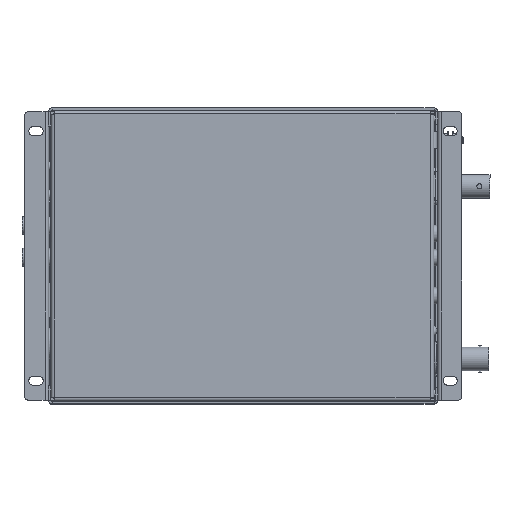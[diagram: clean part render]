
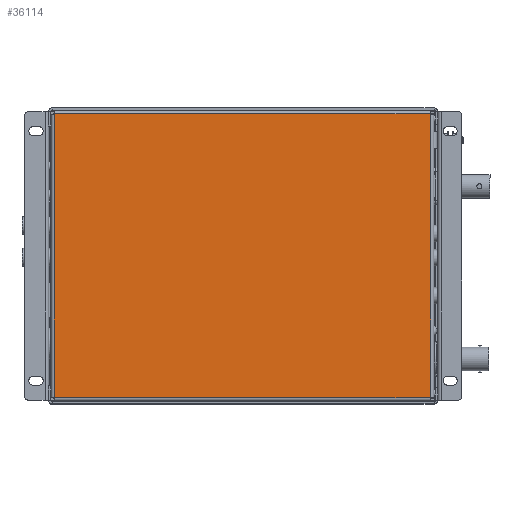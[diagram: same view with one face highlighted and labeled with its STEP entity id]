
A CAD part, top view. The second image highlights one B-rep face of the part: STEP entity #36114.
In plain terms, the highlighted face is planar.
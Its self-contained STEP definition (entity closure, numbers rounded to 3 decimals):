
#3715 = CARTESIAN_POINT ( 'NONE',  ( 75.488, 56.542, 0. ) ) ;
#3720 = CARTESIAN_POINT ( 'NONE',  ( 75.216, 56.542, 0. ) ) ;
#5239 = LINE ( 'NONE', #5302, #5301 ) ;
#5269 = CARTESIAN_POINT ( 'NONE',  ( 75.216, 56.642, 0. ) ) ;
#5270 = PLANE ( 'NONE',  #5273 ) ;
#5272 = LINE ( 'NONE', #5331, #5330 ) ;
#5273 = AXIS2_PLACEMENT_3D ( 'NONE', #5269, #5333, #5332 ) ;
#5274 = FACE_OUTER_BOUND ( 'NONE', #36115, .T. ) ;
#5294 = CARTESIAN_POINT ( 'NONE',  ( -75.216, -56.542, 0. ) ) ;
#5295 = DIRECTION ( 'NONE',  ( 0., -1., 0. ) ) ;
#5296 = VECTOR ( 'NONE', #5295, 1000. ) ;
#5297 = CARTESIAN_POINT ( 'NONE',  ( -75.216, -56.642, 0. ) ) ;
#5298 = LINE ( 'NONE', #5297, #5296 ) ;
#5299 = CARTESIAN_POINT ( 'NONE',  ( -75.216, -56.914, 0. ) ) ;
#5300 = DIRECTION ( 'NONE',  ( -1., 0., 0. ) ) ;
#5301 = VECTOR ( 'NONE', #5300, 1000. ) ;
#5302 = CARTESIAN_POINT ( 'NONE',  ( 75.216, -56.914, 0. ) ) ;
#5329 = DIRECTION ( 'NONE',  ( 1., 0., 0. ) ) ;
#5330 = VECTOR ( 'NONE', #5329, 1000. ) ;
#5331 = CARTESIAN_POINT ( 'NONE',  ( 75.216, 56.542, 0. ) ) ;
#5332 = DIRECTION ( 'NONE',  ( -1., 0., 0. ) ) ;
#5333 = DIRECTION ( 'NONE',  ( 0., 0., -1. ) ) ;
#5337 = DIRECTION ( 'NONE',  ( 0., 1., 0. ) ) ;
#5338 = VECTOR ( 'NONE', #5337, 1000. ) ;
#5339 = CARTESIAN_POINT ( 'NONE',  ( 75.216, 56.642, 0. ) ) ;
#5340 = LINE ( 'NONE', #5339, #5338 ) ;
#5367 = DIRECTION ( 'NONE',  ( 1., 0., 0. ) ) ;
#5368 = VECTOR ( 'NONE', #5367, 1000. ) ;
#5369 = CARTESIAN_POINT ( 'NONE',  ( 75.216, 56.542, 0. ) ) ;
#5370 = LINE ( 'NONE', #5369, #5368 ) ;
#5371 = CARTESIAN_POINT ( 'NONE',  ( -75.488, 56.542, 0. ) ) ;
#5372 = DIRECTION ( 'NONE',  ( 0., 1., 0. ) ) ;
#5373 = VECTOR ( 'NONE', #5372, 1000. ) ;
#5374 = CARTESIAN_POINT ( 'NONE',  ( -75.488, -56.642, 0. ) ) ;
#5375 = LINE ( 'NONE', #5374, #5373 ) ;
#5376 = CARTESIAN_POINT ( 'NONE',  ( -75.488, -56.542, 0. ) ) ;
#5377 = DIRECTION ( 'NONE',  ( -1., 0., 0. ) ) ;
#5378 = VECTOR ( 'NONE', #5377, 1000. ) ;
#5379 = CARTESIAN_POINT ( 'NONE',  ( 75.216, -56.542, 0. ) ) ;
#5385 = LINE ( 'NONE', #5379, #5378 ) ;
#5405 = CARTESIAN_POINT ( 'NONE',  ( 75.216, -56.914, 0. ) ) ;
#5407 = DIRECTION ( 'NONE',  ( 0., 1., 0. ) ) ;
#5408 = VECTOR ( 'NONE', #5407, 1000. ) ;
#5409 = CARTESIAN_POINT ( 'NONE',  ( 75.216, -56.642, 0. ) ) ;
#5410 = LINE ( 'NONE', #5409, #5408 ) ;
#5412 = CARTESIAN_POINT ( 'NONE',  ( 75.216, -56.542, 0. ) ) ;
#5413 = DIRECTION ( 'NONE',  ( -1., 0., 0. ) ) ;
#5414 = VECTOR ( 'NONE', #5413, 1000. ) ;
#5415 = CARTESIAN_POINT ( 'NONE',  ( 75.216, -56.542, 0. ) ) ;
#5416 = LINE ( 'NONE', #5415, #5414 ) ;
#5417 = CARTESIAN_POINT ( 'NONE',  ( 75.488, -56.542, 0. ) ) ;
#5418 = DIRECTION ( 'NONE',  ( 0., -1., 0. ) ) ;
#5419 = VECTOR ( 'NONE', #5418, 1000. ) ;
#5420 = CARTESIAN_POINT ( 'NONE',  ( 75.488, 56.642, 0. ) ) ;
#5421 = LINE ( 'NONE', #5420, #5419 ) ;
#5422 = CARTESIAN_POINT ( 'NONE',  ( 75.216, 56.914, 0. ) ) ;
#5423 = DIRECTION ( 'NONE',  ( 1., 0., 0. ) ) ;
#5424 = VECTOR ( 'NONE', #5423, 1000. ) ;
#5425 = CARTESIAN_POINT ( 'NONE',  ( -75.216, 56.914, 0. ) ) ;
#5426 = LINE ( 'NONE', #5425, #5424 ) ;
#5427 = CARTESIAN_POINT ( 'NONE',  ( -75.216, 56.914, 0. ) ) ;
#5428 = DIRECTION ( 'NONE',  ( 0., -1., 0. ) ) ;
#5429 = VECTOR ( 'NONE', #5428, 1000. ) ;
#5430 = CARTESIAN_POINT ( 'NONE',  ( -75.216, 56.642, 0. ) ) ;
#5431 = LINE ( 'NONE', #5430, #5429 ) ;
#5432 = CARTESIAN_POINT ( 'NONE',  ( -75.216, 56.542, 0. ) ) ;
#35396 = VERTEX_POINT ( 'NONE', #3720 ) ;
#35401 = VERTEX_POINT ( 'NONE', #3715 ) ;
#36098 = ORIENTED_EDGE ( 'NONE', *, *, #36099, .T. ) ;
#36099 = EDGE_CURVE ( 'NONE', #36183, #36100, #5239, .T. ) ;
#36100 = VERTEX_POINT ( 'NONE', #5299 ) ;
#36101 = ORIENTED_EDGE ( 'NONE', *, *, #36102, .F. ) ;
#36102 = EDGE_CURVE ( 'NONE', #36103, #36100, #5298, .T. ) ;
#36103 = VERTEX_POINT ( 'NONE', #5294 ) ;
#36114 = ADVANCED_FACE ( 'NONE', ( #5274 ), #5270, .T. ) ;
#36115 = EDGE_LOOP ( 'NONE', ( #36116, #36175, #36178, #36181, #36098, #36101, #36160, #36163, #36166, #36169, #36172, #36148 ) ) ;
#36116 = ORIENTED_EDGE ( 'NONE', *, *, #36117, .T. ) ;
#36117 = EDGE_CURVE ( 'NONE', #35396, #35401, #5272, .T. ) ;
#36148 = ORIENTED_EDGE ( 'NONE', *, *, #36149, .F. ) ;
#36149 = EDGE_CURVE ( 'NONE', #35396, #36174, #5340, .T. ) ;
#36160 = ORIENTED_EDGE ( 'NONE', *, *, #36161, .T. ) ;
#36161 = EDGE_CURVE ( 'NONE', #36103, #36162, #5385, .T. ) ;
#36162 = VERTEX_POINT ( 'NONE', #5376 ) ;
#36163 = ORIENTED_EDGE ( 'NONE', *, *, #36164, .T. ) ;
#36164 = EDGE_CURVE ( 'NONE', #36162, #36165, #5375, .T. ) ;
#36165 = VERTEX_POINT ( 'NONE', #5371 ) ;
#36166 = ORIENTED_EDGE ( 'NONE', *, *, #36167, .T. ) ;
#36167 = EDGE_CURVE ( 'NONE', #36165, #36168, #5370, .T. ) ;
#36168 = VERTEX_POINT ( 'NONE', #5432 ) ;
#36169 = ORIENTED_EDGE ( 'NONE', *, *, #36170, .F. ) ;
#36170 = EDGE_CURVE ( 'NONE', #36171, #36168, #5431, .T. ) ;
#36171 = VERTEX_POINT ( 'NONE', #5427 ) ;
#36172 = ORIENTED_EDGE ( 'NONE', *, *, #36173, .T. ) ;
#36173 = EDGE_CURVE ( 'NONE', #36171, #36174, #5426, .T. ) ;
#36174 = VERTEX_POINT ( 'NONE', #5422 ) ;
#36175 = ORIENTED_EDGE ( 'NONE', *, *, #36176, .T. ) ;
#36176 = EDGE_CURVE ( 'NONE', #35401, #36177, #5421, .T. ) ;
#36177 = VERTEX_POINT ( 'NONE', #5417 ) ;
#36178 = ORIENTED_EDGE ( 'NONE', *, *, #36179, .T. ) ;
#36179 = EDGE_CURVE ( 'NONE', #36177, #36180, #5416, .T. ) ;
#36180 = VERTEX_POINT ( 'NONE', #5412 ) ;
#36181 = ORIENTED_EDGE ( 'NONE', *, *, #36182, .F. ) ;
#36182 = EDGE_CURVE ( 'NONE', #36183, #36180, #5410, .T. ) ;
#36183 = VERTEX_POINT ( 'NONE', #5405 ) ;
